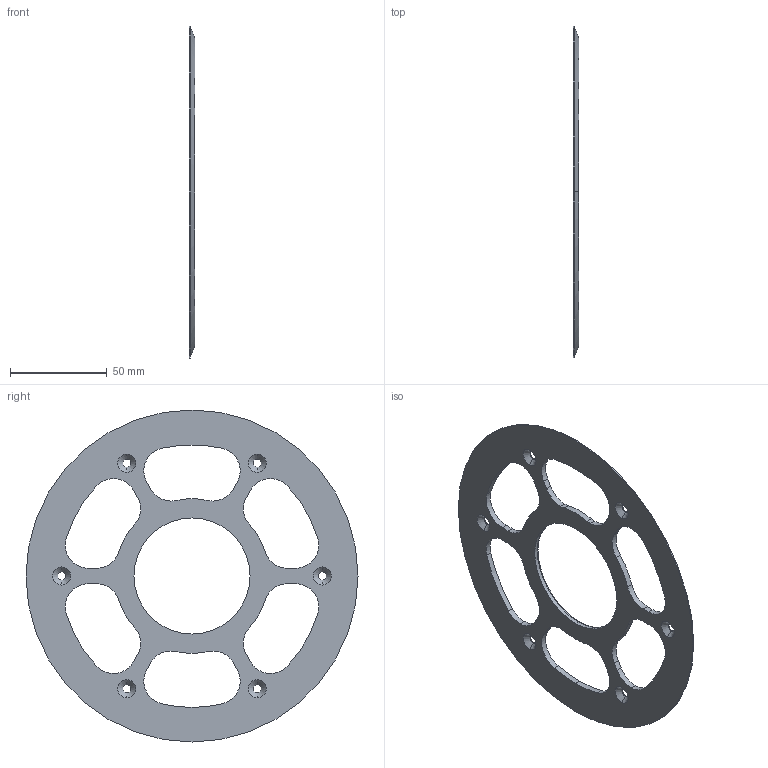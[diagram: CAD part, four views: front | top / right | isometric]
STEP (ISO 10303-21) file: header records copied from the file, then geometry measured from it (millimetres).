
FILE_DESCRIPTION (( 'STEP AP203' ), '1' );
FILE_NAME ('CA-PY-MS00-016-N.STEP', '2019-10-02T09:48:00', ( '' ), ( '' ), 'SwSTEP 2.0', 'SolidWorks 2018', '' );
FILE_SCHEMA (( 'CONFIG_CONTROL_DESIGN' ));
Length unit declared in the file: millimetre
Products named in the file (1): CA-PY-MS00-016-N
Bounding box: 3 x 172 x 172 mm (x, y, z)
Volume: 34167.3 mm3; surface area: 29448 mm2
Topology: 1 solids, 1 shells, 88 faces, 242 edges, 156 vertices
Faces by surface type: cylinder 58, cone 14, plane 14, torus 2
Entity records: 2981 total; most frequent: DIRECTION 554, CARTESIAN_POINT 487, ORIENTED_EDGE 484, EDGE_CURVE 242, AXIS2_PLACEMENT_3D 223, VERTEX_POINT 156, CIRCLE 134, EDGE_LOOP 114
